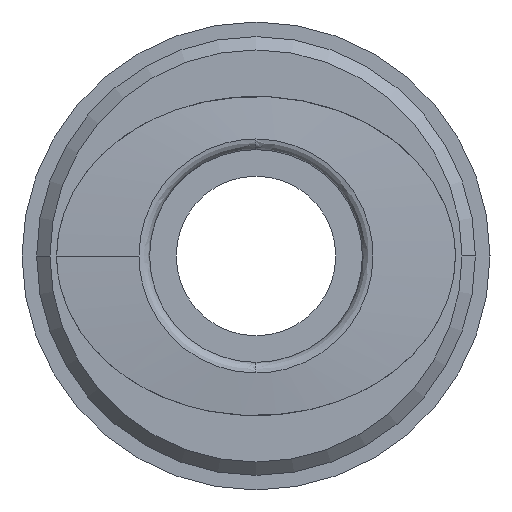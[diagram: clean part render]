
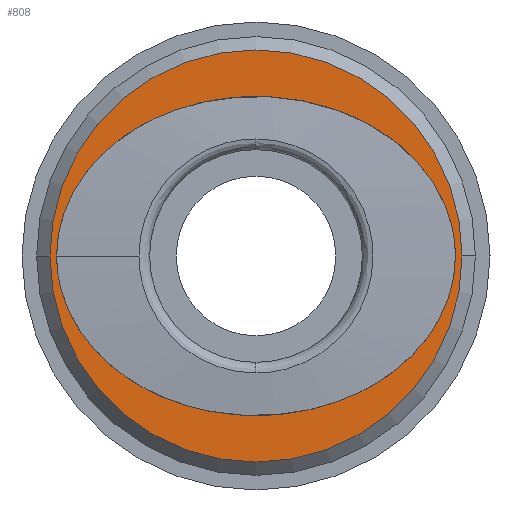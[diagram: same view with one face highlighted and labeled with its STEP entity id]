
A CAD part, front view. The second image highlights one B-rep face of the part: STEP entity #808.
In plain terms, the highlighted planar face has unit normal (0, -1, 0).
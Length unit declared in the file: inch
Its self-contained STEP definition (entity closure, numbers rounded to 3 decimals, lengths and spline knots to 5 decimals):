
#42 = VERTEX_POINT ( 'NONE', #1532 ) ;
#58 = DIRECTION ( 'NONE',  ( 1., 0., 0. ) ) ;
#95 = CARTESIAN_POINT ( 'NONE',  ( -0.30512, -0.88878, 0. ) ) ;
#191 = CARTESIAN_POINT ( 'NONE',  ( 0., -0.88878, 0.23622 ) ) ;
#327 = AXIS2_PLACEMENT_3D ( 'NONE', #2988, #1352, #3281 ) ;
#353 =( BOUNDED_CURVE ( )  B_SPLINE_CURVE ( 2, ( #2650, #1277, #191, #2126, #471 ),
 .UNSPECIFIED., .F., .F. ) 
 B_SPLINE_CURVE_WITH_KNOTS ( ( 3, 2, 3 ),
 ( 0., 0.01061, 0.02123 ),
 .UNSPECIFIED. ) 
 CURVE ( )  GEOMETRIC_REPRESENTATION_ITEM ( )  RATIONAL_B_SPLINE_CURVE ( ( 1., 0.707, 1., 0.707, 1. ) ) 
 REPRESENTATION_ITEM ( '' )  );
#471 = CARTESIAN_POINT ( 'NONE',  ( 0.29528, -0.88878, 0. ) ) ;
#517 = VERTEX_POINT ( 'NONE', #1140 ) ;
#562 = EDGE_LOOP ( 'NONE', ( #1380, #1071 ) ) ;
#612 = ORIENTED_EDGE ( 'NONE', *, *, #1971, .F. ) ;
#808 = ADVANCED_FACE ( 'NONE', ( #2061, #2785 ), #3349, .T. ) ;
#854 = EDGE_CURVE ( 'NONE', #1417, #42, #2534, .T. ) ;
#901 = DIRECTION ( 'NONE',  ( 0., 1., 0. ) ) ;
#1071 = ORIENTED_EDGE ( 'NONE', *, *, #854, .T. ) ;
#1140 = CARTESIAN_POINT ( 'NONE',  ( 0.30512, -0.88878, 0. ) ) ;
#1145 = CARTESIAN_POINT ( 'NONE',  ( -0.3002, -0.88878, 0. ) ) ;
#1171 = CARTESIAN_POINT ( 'NONE',  ( 0.29528, -0.88878, 0. ) ) ;
#1250 = VERTEX_POINT ( 'NONE', #95 ) ;
#1276 = CARTESIAN_POINT ( 'NONE',  ( 0.29528, -0.88878, 0. ) ) ;
#1277 = CARTESIAN_POINT ( 'NONE',  ( -0.29528, -0.88878, 0.23622 ) ) ;
#1352 = DIRECTION ( 'NONE',  ( 0., 1., 0. ) ) ;
#1380 = ORIENTED_EDGE ( 'NONE', *, *, #3148, .T. ) ;
#1417 = VERTEX_POINT ( 'NONE', #1276 ) ;
#1440 = CARTESIAN_POINT ( 'NONE',  ( 0., -0.88878, -0.23622 ) ) ;
#1474 = AXIS2_PLACEMENT_3D ( 'NONE', #1145, #2512, #58 ) ;
#1532 = CARTESIAN_POINT ( 'NONE',  ( -0.29528, -0.88878, 0. ) ) ;
#1723 = CARTESIAN_POINT ( 'NONE',  ( -0.29528, -0.88878, 0. ) ) ;
#1971 = EDGE_CURVE ( 'NONE', #517, #1250, #2463, .T. ) ;
#2061 = FACE_BOUND ( 'NONE', #562, .T. ) ;
#2126 = CARTESIAN_POINT ( 'NONE',  ( 0.29528, -0.88878, 0.23622 ) ) ;
#2213 = AXIS2_PLACEMENT_3D ( 'NONE', #2549, #901, #2817 ) ;
#2318 = EDGE_LOOP ( 'NONE', ( #3086, #612 ) ) ;
#2463 = CIRCLE ( 'NONE', #2213, 0.30512 ) ;
#2512 = DIRECTION ( 'NONE',  ( 0., -1., 0. ) ) ;
#2534 =( BOUNDED_CURVE ( )  B_SPLINE_CURVE ( 2, ( #1171, #2811, #1440, #3372, #1723 ),
 .UNSPECIFIED., .F., .F. ) 
 B_SPLINE_CURVE_WITH_KNOTS ( ( 3, 2, 3 ),
 ( 0.02123, 0.03181, 0.0424 ),
 .UNSPECIFIED. ) 
 CURVE ( )  GEOMETRIC_REPRESENTATION_ITEM ( )  RATIONAL_B_SPLINE_CURVE ( ( 1., 0.707, 1., 0.707, 1. ) ) 
 REPRESENTATION_ITEM ( '' )  );
#2549 = CARTESIAN_POINT ( 'NONE',  ( 0., -0.88878, 0. ) ) ;
#2650 = CARTESIAN_POINT ( 'NONE',  ( -0.29528, -0.88878, 0. ) ) ;
#2785 = FACE_OUTER_BOUND ( 'NONE', #2318, .T. ) ;
#2796 = CIRCLE ( 'NONE', #327, 0.30512 ) ;
#2811 = CARTESIAN_POINT ( 'NONE',  ( 0.29528, -0.88878, -0.23622 ) ) ;
#2817 = DIRECTION ( 'NONE',  ( -1., 0., 0. ) ) ;
#2823 = EDGE_CURVE ( 'NONE', #1250, #517, #2796, .T. ) ;
#2988 = CARTESIAN_POINT ( 'NONE',  ( 0., -0.88878, 0. ) ) ;
#3086 = ORIENTED_EDGE ( 'NONE', *, *, #2823, .F. ) ;
#3148 = EDGE_CURVE ( 'NONE', #42, #1417, #353, .T. ) ;
#3281 = DIRECTION ( 'NONE',  ( -1., 0., 0. ) ) ;
#3349 = PLANE ( 'NONE',  #1474 ) ;
#3372 = CARTESIAN_POINT ( 'NONE',  ( -0.29528, -0.88878, -0.23622 ) ) ;
